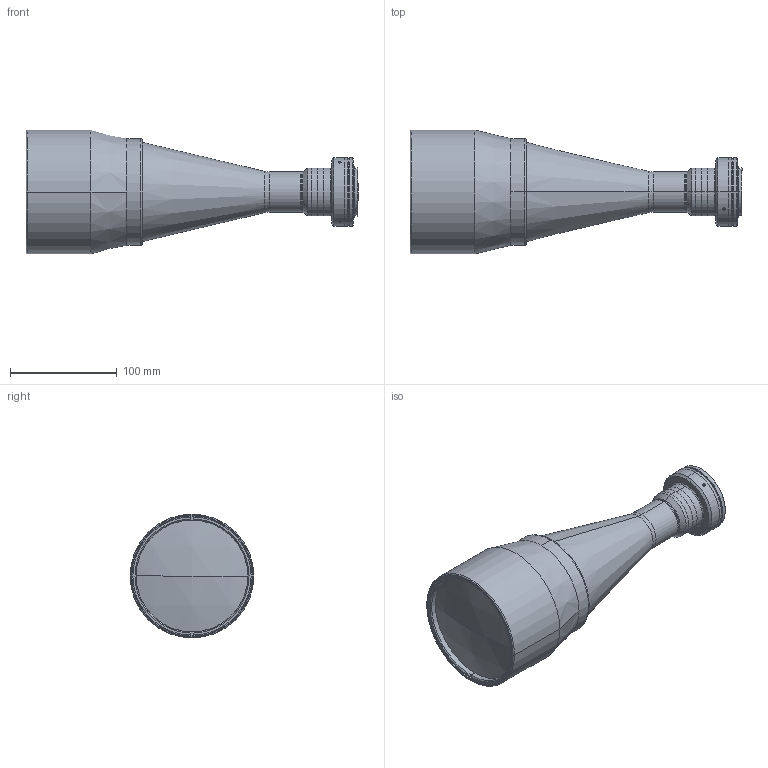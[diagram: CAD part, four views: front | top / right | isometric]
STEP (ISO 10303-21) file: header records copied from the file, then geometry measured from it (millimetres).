
FILE_DESCRIPTION (( 'STEP AP203' ), '1' );
FILE_NAME ('DP32095-A_TC10M080-F.step', '2022-12-06T16:54:53', ( '' ), ( '' ), 'SwSTEP 2.0', 'SolidWorks 2021', '' );
FILE_SCHEMA (( 'CONFIG_CONTROL_DESIGN' ));
Length unit declared in the file: millimetre
Products named in the file (1): DP32095-A_TC10M080-F
Bounding box: 311.41 x 116 x 116 mm (x, y, z)
Surface area: 108947.9 mm2 (no closed solid volume)
Topology: 0 solids, 19 shells, 127 faces, 372 edges, 260 vertices
Faces by surface type: cylinder 60, plane 37, cone 22, torus 6, sphere 2
Entity records: 4538 total; most frequent: CARTESIAN_POINT 1018, DIRECTION 796, ORIENTED_EDGE 587, EDGE_CURVE 372, AXIS2_PLACEMENT_3D 318, VERTEX_POINT 260, CIRCLE 190, LINE 160
